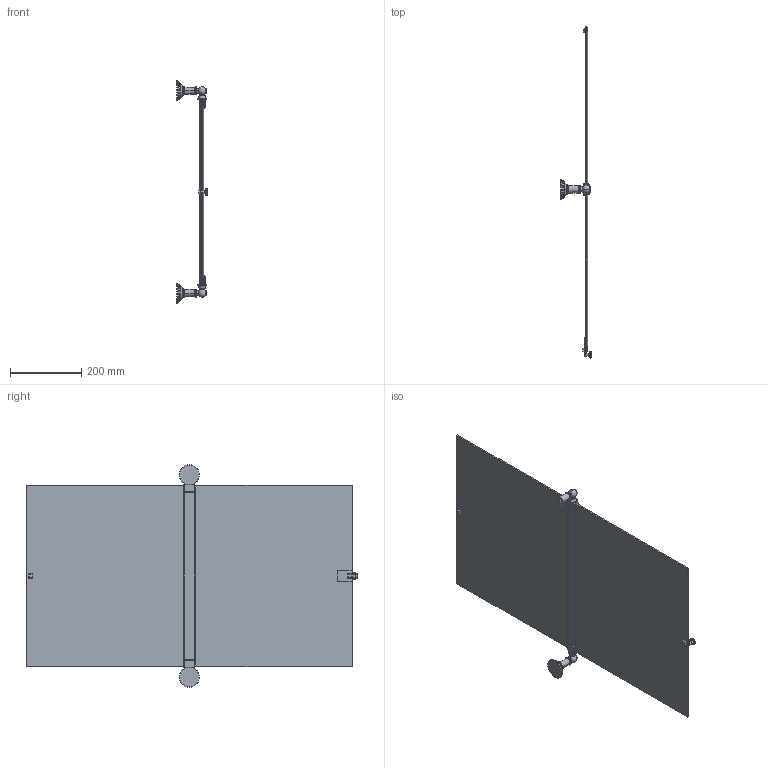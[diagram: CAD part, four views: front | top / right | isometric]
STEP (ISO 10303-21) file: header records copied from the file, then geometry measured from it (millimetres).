
FILE_DESCRIPTION((''),'2;1');
FILE_NAME('5442','2021-06-22T12:19:38',('jinson.thomas'),(''),'CREO PARAMETRIC BY PTC INC, 2018400','CREO PARAMETRIC BY PTC INC, 2018400','');
FILE_SCHEMA(('CONFIG_CONTROL_DESIGN'));
Length unit declared in the file: inch
Products named in the file (1): 5442
Bounding box: 85.3 x 929.26 x 622.98 mm (x, y, z)
Volume: 2871127.5 mm3; surface area: 984927.7 mm2
Topology: 1 solids, 1 shells, 614 faces, 1366 edges, 738 vertices
Faces by surface type: plane 252, torus 226, cylinder 92, sphere 28, cone 8, bspline 8
Entity records: 17476 total; most frequent: CARTESIAN_POINT 4600, DIRECTION 2688, ORIENTED_EDGE 2672, EDGE_CURVE 1336, AXIS2_PLACEMENT_3D 1114, VERTEX_POINT 738, EDGE_LOOP 632, FACE_OUTER_BOUND 614
